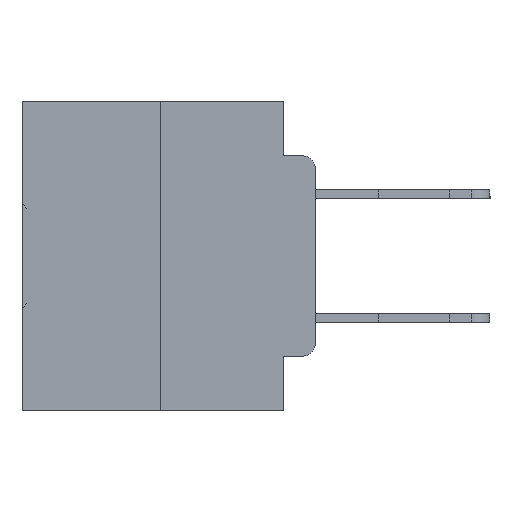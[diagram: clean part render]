
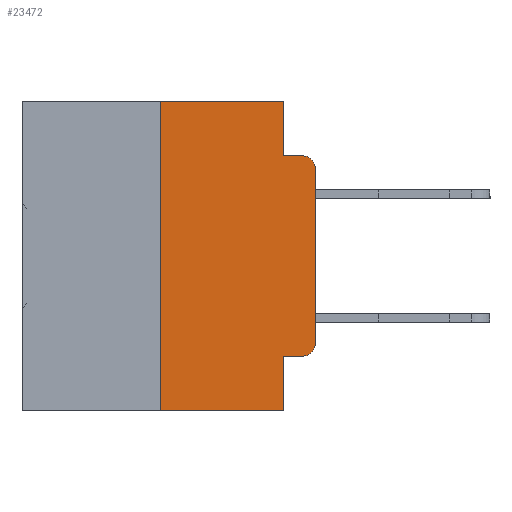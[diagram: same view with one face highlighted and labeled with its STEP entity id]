
A CAD part, left-side view. The second image highlights one B-rep face of the part: STEP entity #23472.
In plain terms, the highlighted planar face has unit normal (-1, 0, 0).
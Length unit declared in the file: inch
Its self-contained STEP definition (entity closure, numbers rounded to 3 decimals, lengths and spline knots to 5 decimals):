
#461 = LINE ( 'NONE', #10211, #27778 ) ;
#960 = VERTEX_POINT ( 'NONE', #19725 ) ;
#1413 = LINE ( 'NONE', #22970, #28695 ) ;
#1671 = DIRECTION ( 'NONE',  ( 0., 0., -1. ) ) ;
#1921 = DIRECTION ( 'NONE',  ( 0., 0., -1. ) ) ;
#2685 = EDGE_CURVE ( 'NONE', #33599, #960, #23503, .T. ) ;
#2744 = ORIENTED_EDGE ( 'NONE', *, *, #23307, .T. ) ;
#3037 = CARTESIAN_POINT ( 'NONE',  ( 0., 0.473, 0. ) ) ;
#3229 = VERTEX_POINT ( 'NONE', #6462 ) ;
#3381 = LINE ( 'NONE', #17043, #11182 ) ;
#3474 = CARTESIAN_POINT ( 'NONE',  ( 0., 0.051, -0.5 ) ) ;
#4043 = VERTEX_POINT ( 'NONE', #4560 ) ;
#4560 = CARTESIAN_POINT ( 'NONE',  ( 0., 0.051, -0.0885 ) ) ;
#5170 = EDGE_LOOP ( 'NONE', ( #33355, #27968, #14703, #29622, #9317, #12622, #21326, #15132, #23013, #2744 ) ) ;
#5247 = CARTESIAN_POINT ( 'NONE',  ( 0., 0.25, 0. ) ) ;
#5487 = AXIS2_PLACEMENT_3D ( 'NONE', #33354, #17480, #1671 ) ;
#6298 = AXIS2_PLACEMENT_3D ( 'NONE', #3037, #24184, #8320 ) ;
#6462 = CARTESIAN_POINT ( 'NONE',  ( 0., 0., -0.3915 ) ) ;
#7599 = EDGE_CURVE ( 'NONE', #3229, #9386, #3381, .T. ) ;
#8240 = EDGE_CURVE ( 'NONE', #9386, #28796, #10723, .T. ) ;
#8320 = DIRECTION ( 'NONE',  ( 0., 0., -1. ) ) ;
#8377 = CARTESIAN_POINT ( 'NONE',  ( 0., 0.25, -0.5 ) ) ;
#8976 = DIRECTION ( 'NONE',  ( 0., -1., 0. ) ) ;
#9050 = CARTESIAN_POINT ( 'NONE',  ( 0., 0.473, 0. ) ) ;
#9317 = ORIENTED_EDGE ( 'NONE', *, *, #2685, .F. ) ;
#9386 = VERTEX_POINT ( 'NONE', #27941 ) ;
#9781 = DIRECTION ( 'NONE',  ( 0., 0., -1. ) ) ;
#10156 = VECTOR ( 'NONE', #9781, 39.37008 ) ;
#10211 = CARTESIAN_POINT ( 'NONE',  ( 0., 0.051, -0.0885 ) ) ;
#10660 = EDGE_CURVE ( 'NONE', #960, #4043, #11823, .T. ) ;
#10723 = CIRCLE ( 'NONE', #5487, 0.02 ) ;
#11182 = VECTOR ( 'NONE', #19576, 39.37008 ) ;
#11315 = EDGE_CURVE ( 'NONE', #12665, #19910, #18387, .T. ) ;
#11349 = VECTOR ( 'NONE', #1921, 39.37008 ) ;
#11823 = LINE ( 'NONE', #12450, #10156 ) ;
#12409 = CARTESIAN_POINT ( 'NONE',  ( 0., 0.051, 0. ) ) ;
#12450 = CARTESIAN_POINT ( 'NONE',  ( 0., 0.051, 0. ) ) ;
#12622 = ORIENTED_EDGE ( 'NONE', *, *, #20190, .F. ) ;
#12665 = VERTEX_POINT ( 'NONE', #24647 ) ;
#12752 = CARTESIAN_POINT ( 'NONE',  ( 0., 0.473, -0.5 ) ) ;
#12837 = DIRECTION ( 'NONE',  ( -1., 0., 0. ) ) ;
#14016 = AXIS2_PLACEMENT_3D ( 'NONE', #28705, #12837, #31368 ) ;
#14703 = ORIENTED_EDGE ( 'NONE', *, *, #15987, .F. ) ;
#15132 = ORIENTED_EDGE ( 'NONE', *, *, #11315, .F. ) ;
#15538 = DIRECTION ( 'NONE',  ( 0., -1., 0. ) ) ;
#15987 = EDGE_CURVE ( 'NONE', #4043, #28796, #461, .T. ) ;
#17043 = CARTESIAN_POINT ( 'NONE',  ( 0., 0., 0. ) ) ;
#17319 = EDGE_CURVE ( 'NONE', #12665, #28102, #27674, .T. ) ;
#17480 = DIRECTION ( 'NONE',  ( -1., 0., 0. ) ) ;
#17744 = DIRECTION ( 'NONE',  ( 0., 0., 1. ) ) ;
#18115 = VECTOR ( 'NONE', #8976, 39.37008 ) ;
#18387 = LINE ( 'NONE', #12409, #11349 ) ;
#18829 = PLANE ( 'NONE',  #6298 ) ;
#18981 = CIRCLE ( 'NONE', #14016, 0.02 ) ;
#19576 = DIRECTION ( 'NONE',  ( 0., 0., 1. ) ) ;
#19725 = CARTESIAN_POINT ( 'NONE',  ( 0., 0.051, 0. ) ) ;
#19910 = VERTEX_POINT ( 'NONE', #3474 ) ;
#20190 = EDGE_CURVE ( 'NONE', #29259, #33599, #1413, .T. ) ;
#21326 = ORIENTED_EDGE ( 'NONE', *, *, #30783, .T. ) ;
#22970 = CARTESIAN_POINT ( 'NONE',  ( 0., 0.25, 0. ) ) ;
#23013 = ORIENTED_EDGE ( 'NONE', *, *, #17319, .T. ) ;
#23305 = DIRECTION ( 'NONE',  ( 0., -1., 0. ) ) ;
#23307 = EDGE_CURVE ( 'NONE', #28102, #3229, #18981, .T. ) ;
#23472 = ADVANCED_FACE ( 'NONE', ( #27290 ), #18829, .F. ) ;
#23503 = LINE ( 'NONE', #9050, #18115 ) ;
#23562 = DIRECTION ( 'NONE',  ( 0., -1., 0. ) ) ;
#24184 = DIRECTION ( 'NONE',  ( 1., 0., 0. ) ) ;
#24647 = CARTESIAN_POINT ( 'NONE',  ( 0., 0.051, -0.4115 ) ) ;
#24832 = LINE ( 'NONE', #12752, #31035 ) ;
#27290 = FACE_OUTER_BOUND ( 'NONE', #5170, .T. ) ;
#27336 = CARTESIAN_POINT ( 'NONE',  ( 0., 0.02, -0.4115 ) ) ;
#27674 = LINE ( 'NONE', #31560, #28497 ) ;
#27778 = VECTOR ( 'NONE', #15538, 39.37008 ) ;
#27941 = CARTESIAN_POINT ( 'NONE',  ( 0., 0., -0.1085 ) ) ;
#27968 = ORIENTED_EDGE ( 'NONE', *, *, #8240, .T. ) ;
#28102 = VERTEX_POINT ( 'NONE', #27336 ) ;
#28497 = VECTOR ( 'NONE', #23562, 39.37008 ) ;
#28695 = VECTOR ( 'NONE', #17744, 39.37008 ) ;
#28705 = CARTESIAN_POINT ( 'NONE',  ( 0., 0.02, -0.3915 ) ) ;
#28796 = VERTEX_POINT ( 'NONE', #30290 ) ;
#29259 = VERTEX_POINT ( 'NONE', #8377 ) ;
#29622 = ORIENTED_EDGE ( 'NONE', *, *, #10660, .F. ) ;
#30290 = CARTESIAN_POINT ( 'NONE',  ( 0., 0.02, -0.0885 ) ) ;
#30783 = EDGE_CURVE ( 'NONE', #29259, #19910, #24832, .T. ) ;
#31035 = VECTOR ( 'NONE', #23305, 39.37008 ) ;
#31368 = DIRECTION ( 'NONE',  ( 0., 0., -1. ) ) ;
#31560 = CARTESIAN_POINT ( 'NONE',  ( 0., 0.051, -0.4115 ) ) ;
#33354 = CARTESIAN_POINT ( 'NONE',  ( 0., 0.02, -0.1085 ) ) ;
#33355 = ORIENTED_EDGE ( 'NONE', *, *, #7599, .T. ) ;
#33599 = VERTEX_POINT ( 'NONE', #5247 ) ;
